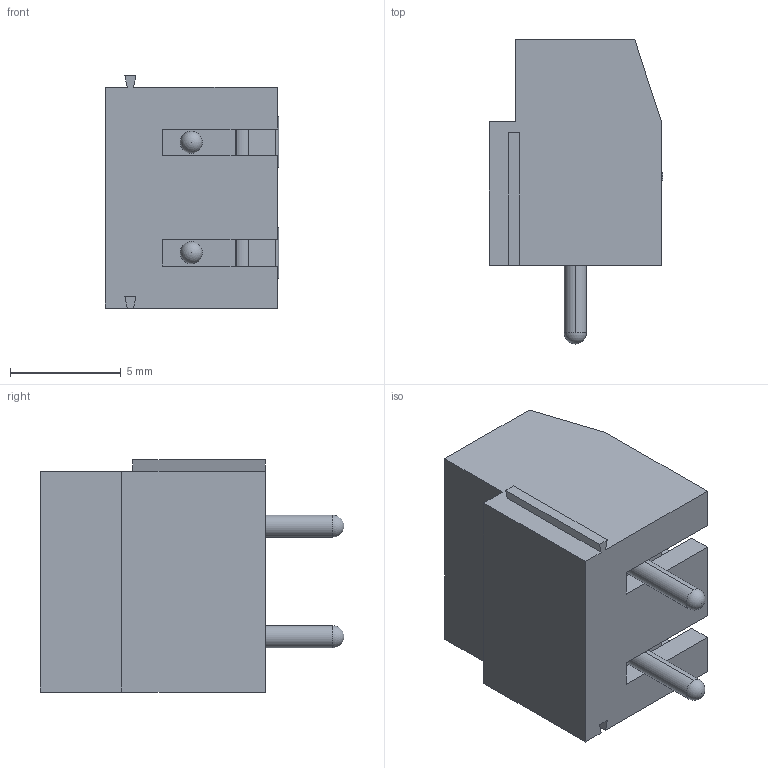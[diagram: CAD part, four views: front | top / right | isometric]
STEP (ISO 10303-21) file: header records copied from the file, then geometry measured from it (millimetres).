
FILE_DESCRIPTION (( 'STEP AP214' ), '1' );
FILE_NAME ('mors_2p.STEP', '2019-08-22T21:51:09', ( '' ), ( '' ), 'SwSTEP 2.0', 'SolidWorks 2019', '' );
FILE_SCHEMA (( 'AUTOMOTIVE_DESIGN' ));
Length unit declared in the file: millimetre
Products named in the file (4): Outter; mors_2p; Inner; Screw
Assembly tree (5 placements, depth 2):
  mors_2p
    Outter
    Screw  x2
    Inner  x2
Bounding box: 7.87 x 13.75 x 10.5 mm (x, y, z)
Volume: 563 mm3; surface area: 1331.6 mm2
Topology: 5 solids, 5 shells, 313 faces, 783 edges, 464 vertices
Faces by surface type: plane 117, cylinder 86, bspline 56, torus 26, sphere 22, cone 6
Entity records: 5991 total; most frequent: CARTESIAN_POINT 1824, ORIENTED_EDGE 874, DIRECTION 805, EDGE_CURVE 437, AXIS2_PLACEMENT_3D 290, VERTEX_POINT 269, VECTOR 225, LINE 225
